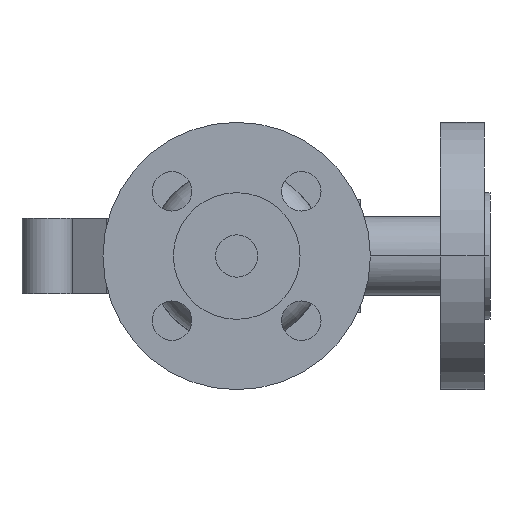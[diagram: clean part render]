
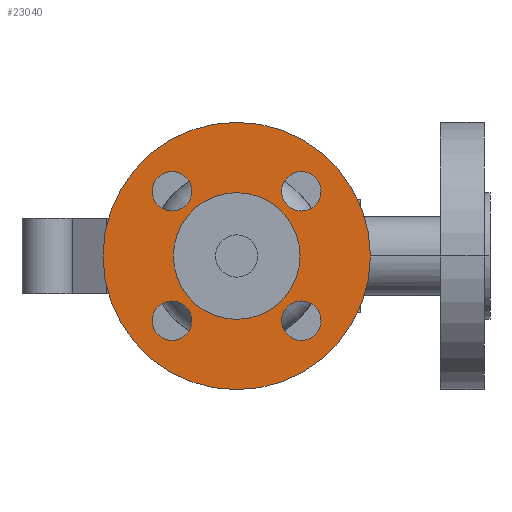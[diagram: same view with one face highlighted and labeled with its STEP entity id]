
A CAD part, front view. The second image highlights one B-rep face of the part: STEP entity #23040.
In plain terms, the highlighted planar face has unit normal (0, -1, 0).
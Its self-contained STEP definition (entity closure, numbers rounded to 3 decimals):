
#3240=CARTESIAN_POINT('',(22.5,2.,0.));
#3250=VERTEX_POINT('',#3240);
#3410=CARTESIAN_POINT('',(-22.5,2.,0.));
#3420=VERTEX_POINT('',#3410);
#3450=CARTESIAN_POINT('',(0.,2.,0.));
#3460=DIRECTION('',(0.,-1.,-0.));
#3470=DIRECTION('',(-1.,0.,0.));
#3480=AXIS2_PLACEMENT_3D('',#3450,#3460,#3470);
#3490=CIRCLE('',#3480,22.5);
#3500=EDGE_CURVE('',#3250,#3420,#3490,.T.);
#3640=CARTESIAN_POINT('',(-47.5,2.,0.));
#3650=VERTEX_POINT('',#3640);
#3830=CARTESIAN_POINT('',(47.5,2.,0.));
#3840=VERTEX_POINT('',#3830);
#3870=CARTESIAN_POINT('',(0.,2.,0.));
#3880=DIRECTION('',(0.,-1.,-0.));
#3890=DIRECTION('',(-1.,0.,0.));
#3900=AXIS2_PLACEMENT_3D('',#3870,#3880,#3890);
#3910=CIRCLE('',#3900,47.5);
#3920=EDGE_CURVE('',#3840,#3650,#3910,.T.);
#8710=CARTESIAN_POINT('',(15.981,2.,-22.981));
#8720=VERTEX_POINT('',#8710);
#8880=CARTESIAN_POINT('',(29.981,2.,-22.981));
#8890=VERTEX_POINT('',#8880);
#8920=CARTESIAN_POINT('',(22.981,2.,-22.981));
#8930=DIRECTION('',(-0.,1.,0.));
#8940=DIRECTION('',(1.,0.,0.));
#8950=AXIS2_PLACEMENT_3D('',#8920,#8930,#8940);
#8960=CIRCLE('',#8950,7.);
#8970=EDGE_CURVE('',#8890,#8720,#8960,.T.);
#9130=CARTESIAN_POINT('',(15.981,2.,22.981));
#9140=VERTEX_POINT('',#9130);
#9170=CARTESIAN_POINT('',(22.981,2.,22.981));
#9180=DIRECTION('',(-0.,1.,0.));
#9190=DIRECTION('',(1.,0.,0.));
#9200=AXIS2_PLACEMENT_3D('',#9170,#9180,#9190);
#9210=CIRCLE('',#9200,7.);
#9220=CARTESIAN_POINT('',(29.981,2.,22.981));
#9230=VERTEX_POINT('',#9220);
#9240=EDGE_CURVE('',#9140,#9230,#9210,.T.);
#9550=CARTESIAN_POINT('',(-29.981,2.,22.981));
#9560=VERTEX_POINT('',#9550);
#9590=CARTESIAN_POINT('',(-22.981,2.,22.981));
#9600=DIRECTION('',(-0.,1.,0.));
#9610=DIRECTION('',(1.,0.,0.));
#9620=AXIS2_PLACEMENT_3D('',#9590,#9600,#9610);
#9630=CIRCLE('',#9620,7.);
#9640=CARTESIAN_POINT('',(-15.981,2.,22.981));
#9650=VERTEX_POINT('',#9640);
#9660=EDGE_CURVE('',#9560,#9650,#9630,.T.);
#9970=CARTESIAN_POINT('',(-15.981,2.,-22.981));
#9980=VERTEX_POINT('',#9970);
#10140=CARTESIAN_POINT('',(-29.981,2.,-22.981));
#10150=VERTEX_POINT('',#10140);
#10180=CARTESIAN_POINT('',(-22.981,2.,-22.981));
#10190=DIRECTION('',(-0.,1.,0.));
#10200=DIRECTION('',(1.,0.,0.));
#10210=AXIS2_PLACEMENT_3D('',#10180,#10190,#10200);
#10220=CIRCLE('',#10210,7.);
#10230=EDGE_CURVE('',#10150,#9980,#10220,.T.);
#22690=CARTESIAN_POINT('',(-35.,2.,0.));
#22700=DIRECTION('',(0.,-1.,-0.));
#22710=DIRECTION('',(-1.,0.,0.));
#22720=AXIS2_PLACEMENT_3D('',#22690,#22700,#22710);
#22730=PLANE('',#22720);
#22740=EDGE_CURVE('',#9980,#10150,#10220,.T.);
#22750=ORIENTED_EDGE('',*,*,#22740,.T.);
#22760=ORIENTED_EDGE('',*,*,#10230,.T.);
#22770=EDGE_LOOP('',(#22760,#22750));
#22780=FACE_BOUND('',#22770,.T.);
#22790=ORIENTED_EDGE('',*,*,#9660,.T.);
#22800=EDGE_CURVE('',#9650,#9560,#9630,.T.);
#22810=ORIENTED_EDGE('',*,*,#22800,.T.);
#22820=EDGE_LOOP('',(#22810,#22790));
#22830=FACE_BOUND('',#22820,.T.);
#22840=EDGE_CURVE('',#9230,#9140,#9210,.T.);
#22850=ORIENTED_EDGE('',*,*,#22840,.T.);
#22860=ORIENTED_EDGE('',*,*,#9240,.T.);
#22870=EDGE_LOOP('',(#22860,#22850));
#22880=FACE_BOUND('',#22870,.T.);
#22890=EDGE_CURVE('',#8720,#8890,#8960,.T.);
#22900=ORIENTED_EDGE('',*,*,#22890,.T.);
#22910=ORIENTED_EDGE('',*,*,#8970,.T.);
#22920=EDGE_LOOP('',(#22910,#22900));
#22930=FACE_BOUND('',#22920,.T.);
#22940=EDGE_CURVE('',#3420,#3250,#3490,.T.);
#22950=ORIENTED_EDGE('',*,*,#22940,.F.);
#22960=ORIENTED_EDGE('',*,*,#3500,.F.);
#22970=EDGE_LOOP('',(#22960,#22950));
#22980=FACE_BOUND('',#22970,.T.);
#22990=EDGE_CURVE('',#3650,#3840,#3910,.T.);
#23000=ORIENTED_EDGE('',*,*,#22990,.T.);
#23010=ORIENTED_EDGE('',*,*,#3920,.T.);
#23020=EDGE_LOOP('',(#23010,#23000));
#23030=FACE_OUTER_BOUND('',#23020,.T.);
#23040=ADVANCED_FACE('',(#22780,#22830,#22880,#22930,#22980,#23030),
#22730,.T.);
